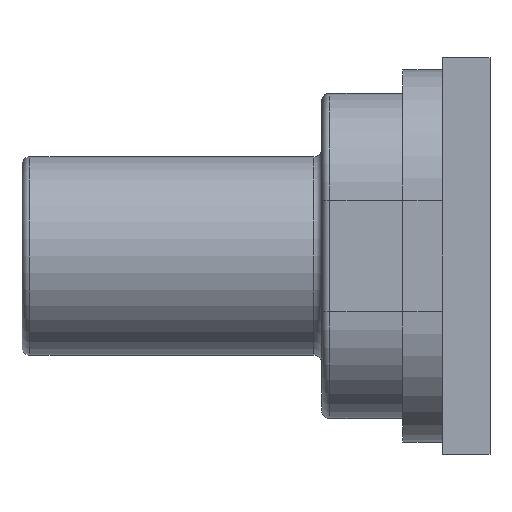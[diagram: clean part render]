
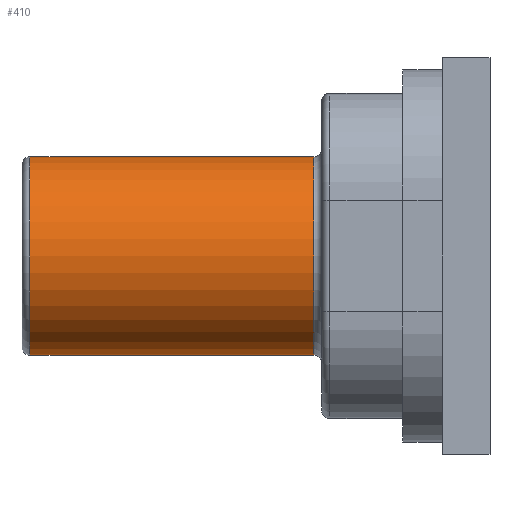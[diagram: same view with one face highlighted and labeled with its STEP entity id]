
A CAD part, left-side view. The second image highlights one B-rep face of the part: STEP entity #410.
In plain terms, the highlighted cylindrical face has radius 1.25 mm (diameter 2.5 mm), a partial arc.
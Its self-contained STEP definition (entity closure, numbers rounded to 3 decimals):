
#147 = DIRECTION ( 'NONE',  ( 0., -1., 0. ) ) ;
#193 = ORIENTED_EDGE ( 'NONE', *, *, #3467, .T. ) ;
#410 = ADVANCED_FACE ( 'NONE', ( #773 ), #1383, .T. ) ;
#743 = ORIENTED_EDGE ( 'NONE', *, *, #2979, .T. ) ;
#751 = CARTESIAN_POINT ( 'NONE',  ( 0., 5.8, 1.25 ) ) ;
#773 = FACE_OUTER_BOUND ( 'NONE', #1992, .T. ) ;
#962 = DIRECTION ( 'NONE',  ( 0., 0., -1. ) ) ;
#1014 = LINE ( 'NONE', #2734, #4144 ) ;
#1113 = AXIS2_PLACEMENT_3D ( 'NONE', #4612, #3099, #1644 ) ;
#1128 = DIRECTION ( 'NONE',  ( 0., -1., 0. ) ) ;
#1371 = VERTEX_POINT ( 'NONE', #2668 ) ;
#1383 = CYLINDRICAL_SURFACE ( 'NONE', #3132, 1.25 ) ;
#1642 = AXIS2_PLACEMENT_3D ( 'NONE', #3308, #2583, #4069 ) ;
#1644 = DIRECTION ( 'NONE',  ( 0., 0., 1. ) ) ;
#1796 = CIRCLE ( 'NONE', #1642, 1.25 ) ;
#1992 = EDGE_LOOP ( 'NONE', ( #2794, #3036, #193, #743 ) ) ;
#2011 = VERTEX_POINT ( 'NONE', #4302 ) ;
#2136 = DIRECTION ( 'NONE',  ( 0., -1., 0. ) ) ;
#2411 = CARTESIAN_POINT ( 'NONE',  ( 0., 5.9, 1.25 ) ) ;
#2533 = EDGE_CURVE ( 'NONE', #4421, #2011, #3333, .T. ) ;
#2583 = DIRECTION ( 'NONE',  ( 0., -1., 0. ) ) ;
#2668 = CARTESIAN_POINT ( 'NONE',  ( 0., 2.22, -1.25 ) ) ;
#2734 = CARTESIAN_POINT ( 'NONE',  ( 0., 5.9, -1.25 ) ) ;
#2794 = ORIENTED_EDGE ( 'NONE', *, *, #2533, .F. ) ;
#2887 = VERTEX_POINT ( 'NONE', #4921 ) ;
#2979 = EDGE_CURVE ( 'NONE', #1371, #2011, #4436, .T. ) ;
#3036 = ORIENTED_EDGE ( 'NONE', *, *, #4912, .T. ) ;
#3099 = DIRECTION ( 'NONE',  ( 0., 1., 0. ) ) ;
#3132 = AXIS2_PLACEMENT_3D ( 'NONE', #4771, #147, #962 ) ;
#3308 = CARTESIAN_POINT ( 'NONE',  ( 0., 5.8, 0. ) ) ;
#3333 = LINE ( 'NONE', #2411, #3745 ) ;
#3467 = EDGE_CURVE ( 'NONE', #2887, #1371, #1014, .T. ) ;
#3745 = VECTOR ( 'NONE', #2136, 1000. ) ;
#4069 = DIRECTION ( 'NONE',  ( 0., 0., 1. ) ) ;
#4144 = VECTOR ( 'NONE', #1128, 1000. ) ;
#4302 = CARTESIAN_POINT ( 'NONE',  ( 0., 2.22, 1.25 ) ) ;
#4421 = VERTEX_POINT ( 'NONE', #751 ) ;
#4436 = CIRCLE ( 'NONE', #1113, 1.25 ) ;
#4612 = CARTESIAN_POINT ( 'NONE',  ( 0., 2.22, 0. ) ) ;
#4771 = CARTESIAN_POINT ( 'NONE',  ( 0., 5.9, 0. ) ) ;
#4912 = EDGE_CURVE ( 'NONE', #4421, #2887, #1796, .T. ) ;
#4921 = CARTESIAN_POINT ( 'NONE',  ( 0., 5.8, -1.25 ) ) ;
